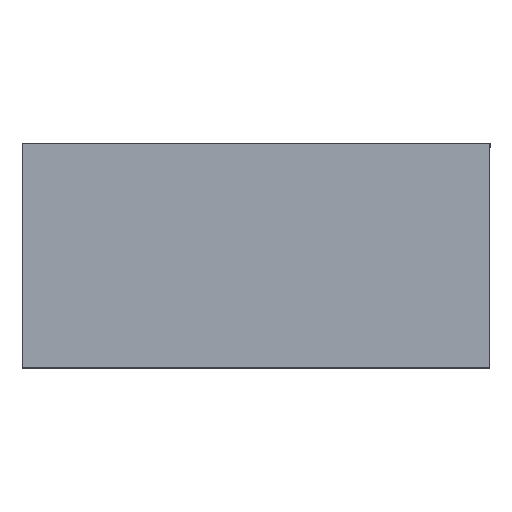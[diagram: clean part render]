
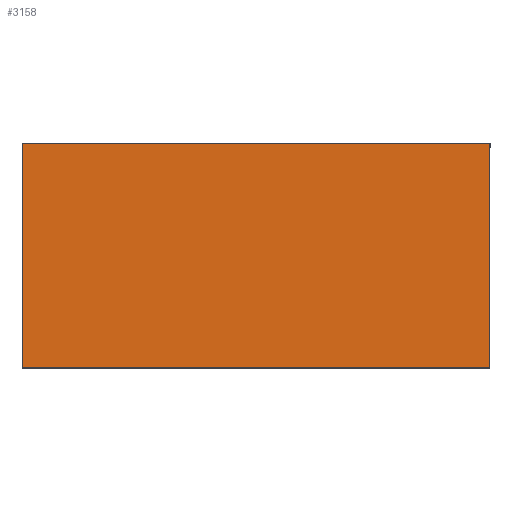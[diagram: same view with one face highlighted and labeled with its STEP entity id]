
A CAD part, top view. The second image highlights one B-rep face of the part: STEP entity #3158.
In plain terms, the highlighted planar face has unit normal (0, 0, 1).
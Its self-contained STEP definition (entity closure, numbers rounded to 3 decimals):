
#2 = DIRECTION ( 'NONE',  ( 0., -1., 0. ) ) ;
#81 = EDGE_CURVE ( 'NONE', #5683, #2335, #4177, .T. ) ;
#187 = DIRECTION ( 'NONE',  ( -1., 0., 0. ) ) ;
#549 = ORIENTED_EDGE ( 'NONE', *, *, #81, .F. ) ;
#757 = DIRECTION ( 'NONE',  ( -1., 0., 0. ) ) ;
#947 = ORIENTED_EDGE ( 'NONE', *, *, #5070, .F. ) ;
#958 = CARTESIAN_POINT ( 'NONE',  ( 0.625, 0.3, 1. ) ) ;
#997 = ORIENTED_EDGE ( 'NONE', *, *, #1009, .T. ) ;
#1009 = EDGE_CURVE ( 'NONE', #6303, #2997, #6541, .T. ) ;
#1168 = CARTESIAN_POINT ( 'NONE',  ( 0.625, 0.3, 1. ) ) ;
#1216 = DIRECTION ( 'NONE',  ( 0., -1., 0. ) ) ;
#1437 = CARTESIAN_POINT ( 'NONE',  ( 0.625, 0.3, 1. ) ) ;
#1856 = AXIS2_PLACEMENT_3D ( 'NONE', #1168, #4293, #757 ) ;
#2016 = CARTESIAN_POINT ( 'NONE',  ( -0.625, 0.3, 1. ) ) ;
#2108 = ORIENTED_EDGE ( 'NONE', *, *, #4738, .T. ) ;
#2183 = VECTOR ( 'NONE', #2841, 1000. ) ;
#2268 = PLANE ( 'NONE',  #1856 ) ;
#2335 = VERTEX_POINT ( 'NONE', #3810 ) ;
#2379 = VECTOR ( 'NONE', #2, 1000. ) ;
#2768 = EDGE_LOOP ( 'NONE', ( #997, #947, #549, #2108 ) ) ;
#2841 = DIRECTION ( 'NONE',  ( -1., 0., 0. ) ) ;
#2997 = VERTEX_POINT ( 'NONE', #5758 ) ;
#3158 = ADVANCED_FACE ( 'NONE', ( #4759 ), #2268, .F. ) ;
#3429 = LINE ( 'NONE', #6472, #2183 ) ;
#3430 = CARTESIAN_POINT ( 'NONE',  ( -0.625, 0.3, 1. ) ) ;
#3698 = CARTESIAN_POINT ( 'NONE',  ( 0.625, 0.3, 1. ) ) ;
#3810 = CARTESIAN_POINT ( 'NONE',  ( 0.625, -0.3, 1. ) ) ;
#4081 = VECTOR ( 'NONE', #187, 1000. ) ;
#4177 = LINE ( 'NONE', #958, #2379 ) ;
#4293 = DIRECTION ( 'NONE',  ( 0., 0., -1. ) ) ;
#4735 = LINE ( 'NONE', #3698, #4081 ) ;
#4738 = EDGE_CURVE ( 'NONE', #5683, #6303, #4735, .T. ) ;
#4759 = FACE_OUTER_BOUND ( 'NONE', #2768, .T. ) ;
#4999 = VECTOR ( 'NONE', #1216, 1000. ) ;
#5070 = EDGE_CURVE ( 'NONE', #2335, #2997, #3429, .T. ) ;
#5683 = VERTEX_POINT ( 'NONE', #1437 ) ;
#5758 = CARTESIAN_POINT ( 'NONE',  ( -0.625, -0.3, 1. ) ) ;
#6303 = VERTEX_POINT ( 'NONE', #3430 ) ;
#6472 = CARTESIAN_POINT ( 'NONE',  ( 0.625, -0.3, 1. ) ) ;
#6541 = LINE ( 'NONE', #2016, #4999 ) ;
